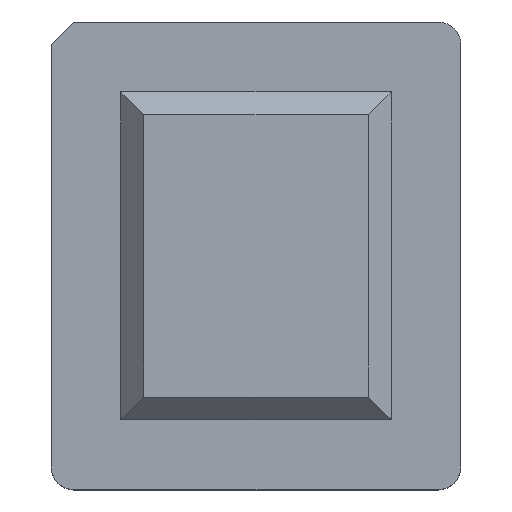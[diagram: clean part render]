
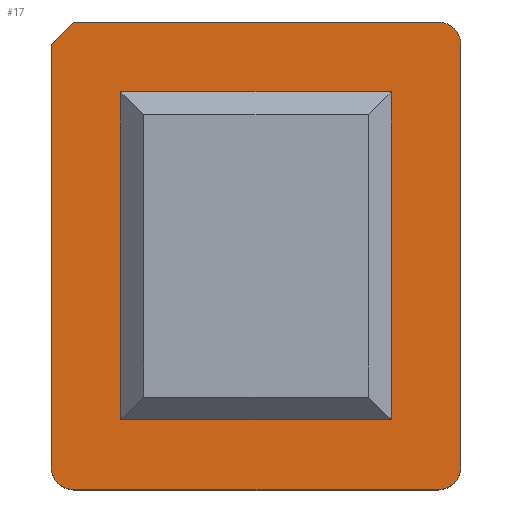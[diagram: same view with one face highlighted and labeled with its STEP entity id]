
A CAD part, top view. The second image highlights one B-rep face of the part: STEP entity #17.
In plain terms, the highlighted planar face has unit normal (0, 0, 1).
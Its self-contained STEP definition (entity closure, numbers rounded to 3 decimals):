
#17 = ADVANCED_FACE('',(#18,#87),#121,.T.);
#18 = FACE_BOUND('',#19,.T.);
#19 = EDGE_LOOP('',(#20,#30,#39,#47,#55,#63,#72,#80));
#20 = ORIENTED_EDGE('',*,*,#21,.T.);
#21 = EDGE_CURVE('',#22,#24,#26,.T.);
#22 = VERTEX_POINT('',#23);
#23 = CARTESIAN_POINT('',(15.375,-1.68,8.1));
#24 = VERTEX_POINT('',#25);
#25 = CARTESIAN_POINT('',(15.375,16.92,8.1));
#26 = LINE('',#27,#28);
#27 = CARTESIAN_POINT('',(15.375,-2.68,8.1));
#28 = VECTOR('',#29,1.);
#29 = DIRECTION('',(0.,1.,0.));
#30 = ORIENTED_EDGE('',*,*,#31,.F.);
#31 = EDGE_CURVE('',#32,#24,#34,.T.);
#32 = VERTEX_POINT('',#33);
#33 = CARTESIAN_POINT('',(14.375,17.92,8.1));
#34 = CIRCLE('',#35,1.);
#35 = AXIS2_PLACEMENT_3D('',#36,#37,#38);
#36 = CARTESIAN_POINT('',(14.375,16.92,8.1));
#37 = DIRECTION('',(-0.,-0.,-1.));
#38 = DIRECTION('',(0.,-1.,0.));
#39 = ORIENTED_EDGE('',*,*,#40,.F.);
#40 = EDGE_CURVE('',#41,#32,#43,.T.);
#41 = VERTEX_POINT('',#42);
#42 = CARTESIAN_POINT('',(-1.675,17.92,8.1));
#43 = LINE('',#44,#45);
#44 = CARTESIAN_POINT('',(-2.675,17.92,8.1));
#45 = VECTOR('',#46,1.);
#46 = DIRECTION('',(1.,0.,0.));
#47 = ORIENTED_EDGE('',*,*,#48,.F.);
#48 = EDGE_CURVE('',#49,#41,#51,.T.);
#49 = VERTEX_POINT('',#50);
#50 = CARTESIAN_POINT('',(-2.675,16.92,8.1));
#51 = LINE('',#52,#53);
#52 = CARTESIAN_POINT('',(-7.325,12.27,8.1));
#53 = VECTOR('',#54,1.);
#54 = DIRECTION('',(0.707,0.707,0.));
#55 = ORIENTED_EDGE('',*,*,#56,.F.);
#56 = EDGE_CURVE('',#57,#49,#59,.T.);
#57 = VERTEX_POINT('',#58);
#58 = CARTESIAN_POINT('',(-2.675,-1.68,8.1));
#59 = LINE('',#60,#61);
#60 = CARTESIAN_POINT('',(-2.675,-2.68,8.1));
#61 = VECTOR('',#62,1.);
#62 = DIRECTION('',(0.,1.,0.));
#63 = ORIENTED_EDGE('',*,*,#64,.T.);
#64 = EDGE_CURVE('',#57,#65,#67,.T.);
#65 = VERTEX_POINT('',#66);
#66 = CARTESIAN_POINT('',(-1.675,-2.68,8.1));
#67 = CIRCLE('',#68,1.);
#68 = AXIS2_PLACEMENT_3D('',#69,#70,#71);
#69 = CARTESIAN_POINT('',(-1.675,-1.68,8.1));
#70 = DIRECTION('',(-0.,0.,1.));
#71 = DIRECTION('',(0.,-1.,0.));
#72 = ORIENTED_EDGE('',*,*,#73,.T.);
#73 = EDGE_CURVE('',#65,#74,#76,.T.);
#74 = VERTEX_POINT('',#75);
#75 = CARTESIAN_POINT('',(14.375,-2.68,8.1));
#76 = LINE('',#77,#78);
#77 = CARTESIAN_POINT('',(-2.675,-2.68,8.1));
#78 = VECTOR('',#79,1.);
#79 = DIRECTION('',(1.,0.,0.));
#80 = ORIENTED_EDGE('',*,*,#81,.F.);
#81 = EDGE_CURVE('',#22,#74,#82,.T.);
#82 = CIRCLE('',#83,1.);
#83 = AXIS2_PLACEMENT_3D('',#84,#85,#86);
#84 = CARTESIAN_POINT('',(14.375,-1.68,8.1));
#85 = DIRECTION('',(-0.,-0.,-1.));
#86 = DIRECTION('',(0.,-1.,0.));
#87 = FACE_BOUND('',#88,.T.);
#88 = EDGE_LOOP('',(#89,#99,#107,#115));
#89 = ORIENTED_EDGE('',*,*,#90,.T.);
#90 = EDGE_CURVE('',#91,#93,#95,.T.);
#91 = VERTEX_POINT('',#92);
#92 = CARTESIAN_POINT('',(12.3,0.4,8.1));
#93 = VERTEX_POINT('',#94);
#94 = CARTESIAN_POINT('',(0.4,0.4,8.1));
#95 = LINE('',#96,#97);
#96 = CARTESIAN_POINT('',(-1.138,0.4,8.1));
#97 = VECTOR('',#98,1.);
#98 = DIRECTION('',(-1.,0.,0.));
#99 = ORIENTED_EDGE('',*,*,#100,.T.);
#100 = EDGE_CURVE('',#93,#101,#103,.T.);
#101 = VERTEX_POINT('',#102);
#102 = CARTESIAN_POINT('',(0.4,14.84,8.1));
#103 = LINE('',#104,#105);
#104 = CARTESIAN_POINT('',(0.4,-1.14,8.1));
#105 = VECTOR('',#106,1.);
#106 = DIRECTION('',(0.,1.,0.));
#107 = ORIENTED_EDGE('',*,*,#108,.F.);
#108 = EDGE_CURVE('',#109,#101,#111,.T.);
#109 = VERTEX_POINT('',#110);
#110 = CARTESIAN_POINT('',(12.3,14.84,8.1));
#111 = LINE('',#112,#113);
#112 = CARTESIAN_POINT('',(-1.138,14.84,8.1));
#113 = VECTOR('',#114,1.);
#114 = DIRECTION('',(-1.,0.,0.));
#115 = ORIENTED_EDGE('',*,*,#116,.F.);
#116 = EDGE_CURVE('',#91,#109,#117,.T.);
#117 = LINE('',#118,#119);
#118 = CARTESIAN_POINT('',(12.3,-1.14,8.1));
#119 = VECTOR('',#120,1.);
#120 = DIRECTION('',(0.,1.,0.));
#121 = PLANE('',#122);
#122 = AXIS2_PLACEMENT_3D('',#123,#124,#125);
#123 = CARTESIAN_POINT('',(-2.675,-2.68,8.1));
#124 = DIRECTION('',(0.,0.,1.));
#125 = DIRECTION('',(1.,0.,0.));
